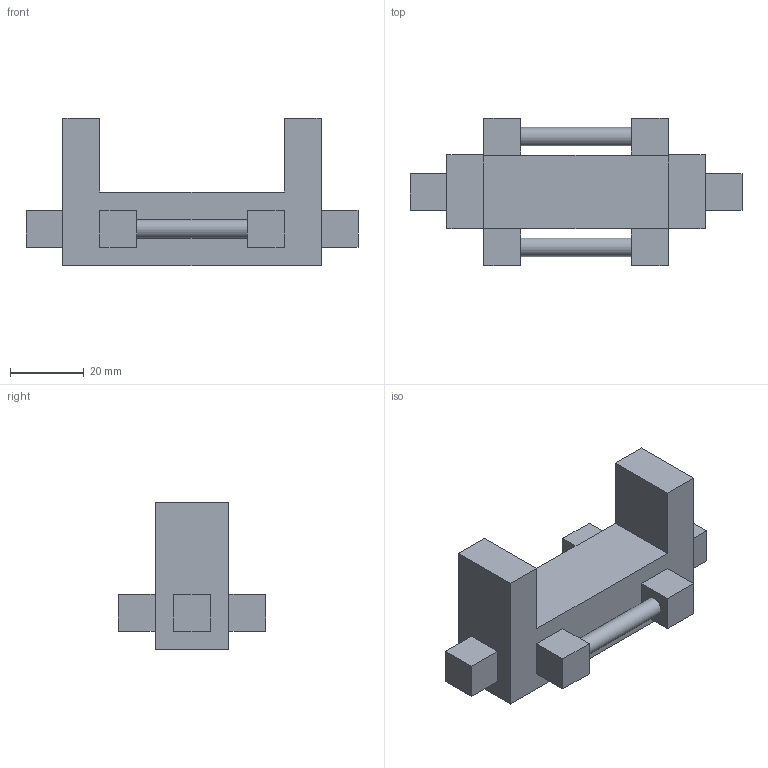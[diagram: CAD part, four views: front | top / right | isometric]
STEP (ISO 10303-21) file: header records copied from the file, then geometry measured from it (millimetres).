
FILE_DESCRIPTION(/* description */ (''),/* implementation_level */ '2;1');
FILE_NAME(/* name */ 'Exercise-34 v0.step',/* time_stamp */ '2025-09-22T18:54:30+05:30',/* author */ (''),/* organization */ (''),/* preprocessor_version */ 'ST-DEVELOPER v20.1',/* originating_system */ 'Autodesk Translation Framework v14.17.0.0',/* authorisation */ '');
FILE_SCHEMA (('AUTOMOTIVE_DESIGN { 1 0 10303 214 3 1 1 }'));
Length unit declared in the file: millimetre
Products named in the file (1): Exercise-34
Bounding box: 90 x 40 x 40 mm (x, y, z)
Volume: 43178.1 mm3; surface area: 12063.9 mm2
Topology: 1 solids, 1 shells, 42 faces, 102 edges, 68 vertices
Faces by surface type: plane 40, cylinder 2
Full cylindrical faces by diameter (mm): 5 x2
Entity records: 1311 total; most frequent: CARTESIAN_POINT 213, ORIENTED_EDGE 204, DIRECTION 192, EDGE_CURVE 102, LINE 98, VECTOR 98, VERTEX_POINT 68, EDGE_LOOP 52
